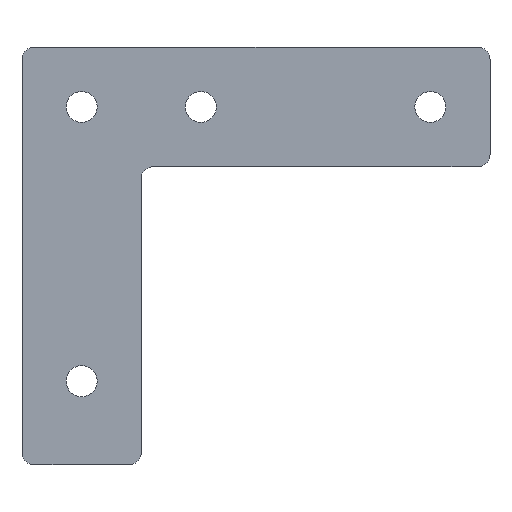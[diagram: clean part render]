
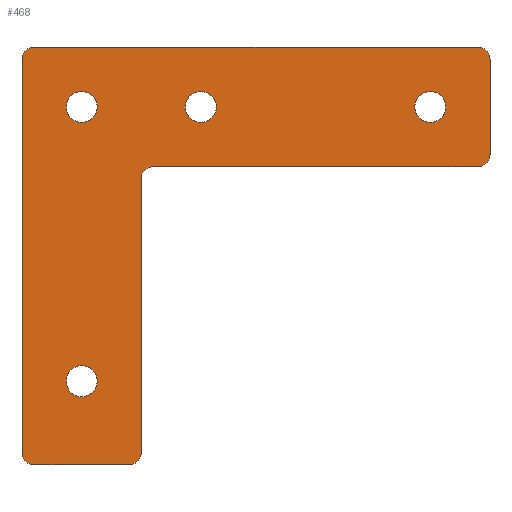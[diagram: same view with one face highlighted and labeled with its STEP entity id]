
A CAD part, front view. The second image highlights one B-rep face of the part: STEP entity #468.
In plain terms, the highlighted planar face has unit normal (0, -1, 0).
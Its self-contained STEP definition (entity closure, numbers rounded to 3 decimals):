
#20=FACE_BOUND('',#72,.T.);
#21=FACE_BOUND('',#73,.T.);
#22=FACE_BOUND('',#74,.T.);
#23=FACE_BOUND('',#75,.T.);
#27=PLANE('',#536);
#44=FACE_OUTER_BOUND('',#71,.T.);
#71=EDGE_LOOP('',(#374,#375,#376,#377,#378,#379,#380,#381,#382,#383,#384,
#385));
#72=EDGE_LOOP('',(#386,#387));
#73=EDGE_LOOP('',(#388,#389));
#74=EDGE_LOOP('',(#390,#391));
#75=EDGE_LOOP('',(#392,#393));
#104=LINE('',#804,#135);
#105=LINE('',#808,#136);
#106=LINE('',#812,#137);
#107=LINE('',#816,#138);
#108=LINE('',#820,#139);
#109=LINE('',#824,#140);
#135=VECTOR('',#653,1000.);
#136=VECTOR('',#656,1000.);
#137=VECTOR('',#659,1000.);
#138=VECTOR('',#662,1000.);
#139=VECTOR('',#665,1000.);
#140=VECTOR('',#668,1000.);
#164=CIRCLE('',#511,2.6);
#165=CIRCLE('',#512,2.6);
#168=CIRCLE('',#516,2.6);
#169=CIRCLE('',#517,2.6);
#172=CIRCLE('',#521,2.6);
#173=CIRCLE('',#522,2.6);
#176=CIRCLE('',#526,2.6);
#177=CIRCLE('',#527,2.6);
#185=CIRCLE('',#537,2.);
#186=CIRCLE('',#538,2.);
#187=CIRCLE('',#539,2.);
#188=CIRCLE('',#540,2.);
#189=CIRCLE('',#541,2.);
#190=CIRCLE('',#542,2.);
#203=VERTEX_POINT('',#740);
#204=VERTEX_POINT('',#742);
#207=VERTEX_POINT('',#750);
#208=VERTEX_POINT('',#752);
#211=VERTEX_POINT('',#760);
#212=VERTEX_POINT('',#762);
#215=VERTEX_POINT('',#770);
#216=VERTEX_POINT('',#772);
#229=VERTEX_POINT('',#802);
#230=VERTEX_POINT('',#803);
#231=VERTEX_POINT('',#805);
#232=VERTEX_POINT('',#807);
#233=VERTEX_POINT('',#809);
#234=VERTEX_POINT('',#811);
#235=VERTEX_POINT('',#813);
#236=VERTEX_POINT('',#815);
#237=VERTEX_POINT('',#817);
#238=VERTEX_POINT('',#819);
#239=VERTEX_POINT('',#821);
#240=VERTEX_POINT('',#823);
#256=EDGE_CURVE('',#204,#203,#164,.T.);
#257=EDGE_CURVE('',#203,#204,#165,.T.);
#261=EDGE_CURVE('',#208,#207,#168,.T.);
#262=EDGE_CURVE('',#207,#208,#169,.T.);
#266=EDGE_CURVE('',#212,#211,#172,.T.);
#267=EDGE_CURVE('',#211,#212,#173,.T.);
#271=EDGE_CURVE('',#216,#215,#176,.T.);
#272=EDGE_CURVE('',#215,#216,#177,.T.);
#286=EDGE_CURVE('',#229,#230,#104,.T.);
#287=EDGE_CURVE('',#229,#231,#185,.T.);
#288=EDGE_CURVE('',#232,#231,#105,.T.);
#289=EDGE_CURVE('',#232,#233,#186,.T.);
#290=EDGE_CURVE('',#234,#233,#106,.T.);
#291=EDGE_CURVE('',#234,#235,#187,.T.);
#292=EDGE_CURVE('',#236,#235,#107,.T.);
#293=EDGE_CURVE('',#236,#237,#188,.T.);
#294=EDGE_CURVE('',#238,#237,#108,.T.);
#295=EDGE_CURVE('',#238,#239,#189,.T.);
#296=EDGE_CURVE('',#240,#239,#109,.T.);
#297=EDGE_CURVE('',#240,#230,#190,.T.);
#374=ORIENTED_EDGE('',*,*,#286,.F.);
#375=ORIENTED_EDGE('',*,*,#287,.T.);
#376=ORIENTED_EDGE('',*,*,#288,.F.);
#377=ORIENTED_EDGE('',*,*,#289,.T.);
#378=ORIENTED_EDGE('',*,*,#290,.F.);
#379=ORIENTED_EDGE('',*,*,#291,.T.);
#380=ORIENTED_EDGE('',*,*,#292,.F.);
#381=ORIENTED_EDGE('',*,*,#293,.T.);
#382=ORIENTED_EDGE('',*,*,#294,.F.);
#383=ORIENTED_EDGE('',*,*,#295,.T.);
#384=ORIENTED_EDGE('',*,*,#296,.F.);
#385=ORIENTED_EDGE('',*,*,#297,.T.);
#386=ORIENTED_EDGE('',*,*,#271,.T.);
#387=ORIENTED_EDGE('',*,*,#272,.T.);
#388=ORIENTED_EDGE('',*,*,#266,.T.);
#389=ORIENTED_EDGE('',*,*,#267,.T.);
#390=ORIENTED_EDGE('',*,*,#261,.T.);
#391=ORIENTED_EDGE('',*,*,#262,.T.);
#392=ORIENTED_EDGE('',*,*,#256,.T.);
#393=ORIENTED_EDGE('',*,*,#257,.T.);
#468=ADVANCED_FACE('',(#44,#20,#21,#22,#23),#27,.F.);
#511=AXIS2_PLACEMENT_3D('',#743,#592,#593);
#512=AXIS2_PLACEMENT_3D('',#744,#594,#595);
#516=AXIS2_PLACEMENT_3D('',#753,#603,#604);
#517=AXIS2_PLACEMENT_3D('',#754,#605,#606);
#521=AXIS2_PLACEMENT_3D('',#763,#614,#615);
#522=AXIS2_PLACEMENT_3D('',#764,#616,#617);
#526=AXIS2_PLACEMENT_3D('',#773,#625,#626);
#527=AXIS2_PLACEMENT_3D('',#774,#627,#628);
#536=AXIS2_PLACEMENT_3D('',#801,#651,#652);
#537=AXIS2_PLACEMENT_3D('',#806,#654,#655);
#538=AXIS2_PLACEMENT_3D('',#810,#657,#658);
#539=AXIS2_PLACEMENT_3D('',#814,#660,#661);
#540=AXIS2_PLACEMENT_3D('',#818,#663,#664);
#541=AXIS2_PLACEMENT_3D('',#822,#666,#667);
#542=AXIS2_PLACEMENT_3D('',#825,#669,#670);
#592=DIRECTION('center_axis',(0.,1.,0.));
#593=DIRECTION('ref_axis',(0.,0.,1.));
#594=DIRECTION('center_axis',(0.,1.,0.));
#595=DIRECTION('ref_axis',(0.,0.,1.));
#603=DIRECTION('center_axis',(0.,1.,0.));
#604=DIRECTION('ref_axis',(0.,0.,1.));
#605=DIRECTION('center_axis',(0.,1.,0.));
#606=DIRECTION('ref_axis',(0.,0.,1.));
#614=DIRECTION('center_axis',(0.,1.,0.));
#615=DIRECTION('ref_axis',(0.,0.,1.));
#616=DIRECTION('center_axis',(0.,1.,0.));
#617=DIRECTION('ref_axis',(0.,0.,1.));
#625=DIRECTION('center_axis',(0.,1.,0.));
#626=DIRECTION('ref_axis',(0.,0.,1.));
#627=DIRECTION('center_axis',(0.,1.,0.));
#628=DIRECTION('ref_axis',(0.,0.,1.));
#651=DIRECTION('center_axis',(0.,1.,0.));
#652=DIRECTION('ref_axis',(0.,0.,1.));
#653=DIRECTION('',(1.,0.,0.));
#654=DIRECTION('center_axis',(0.,-1.,0.));
#655=DIRECTION('ref_axis',(0.,0.,1.));
#656=DIRECTION('',(0.,0.,1.));
#657=DIRECTION('center_axis',(0.,-1.,0.));
#658=DIRECTION('ref_axis',(0.,0.,1.));
#659=DIRECTION('',(-1.,0.,0.));
#660=DIRECTION('center_axis',(0.,-1.,0.));
#661=DIRECTION('ref_axis',(0.,0.,1.));
#662=DIRECTION('',(0.,0.,-1.));
#663=DIRECTION('center_axis',(0.,1.,0.));
#664=DIRECTION('ref_axis',(0.,0.,1.));
#665=DIRECTION('',(-1.,0.,0.));
#666=DIRECTION('center_axis',(0.,-1.,0.));
#667=DIRECTION('ref_axis',(0.,0.,1.));
#668=DIRECTION('',(0.,0.,-1.));
#669=DIRECTION('center_axis',(0.,-1.,0.));
#670=DIRECTION('ref_axis',(0.,0.,1.));
#740=CARTESIAN_POINT('',(30.,0.,-7.4));
#742=CARTESIAN_POINT('',(30.,0.,-12.6));
#743=CARTESIAN_POINT('Origin',(30.,0.,-10.));
#744=CARTESIAN_POINT('Origin',(30.,0.,-10.));
#750=CARTESIAN_POINT('',(10.,0.,-7.4));
#752=CARTESIAN_POINT('',(10.,0.,-12.6));
#753=CARTESIAN_POINT('Origin',(10.,0.,-10.));
#754=CARTESIAN_POINT('Origin',(10.,0.,-10.));
#760=CARTESIAN_POINT('',(68.5,0.,-7.4));
#762=CARTESIAN_POINT('',(68.5,0.,-12.6));
#763=CARTESIAN_POINT('Origin',(68.5,0.,-10.));
#764=CARTESIAN_POINT('Origin',(68.5,0.,-10.));
#770=CARTESIAN_POINT('',(10.,0.,-53.4));
#772=CARTESIAN_POINT('',(10.,0.,-58.6));
#773=CARTESIAN_POINT('Origin',(10.,0.,-56.));
#774=CARTESIAN_POINT('Origin',(10.,0.,-56.));
#801=CARTESIAN_POINT('Origin',(0.,0.,0.));
#802=CARTESIAN_POINT('',(2.,0.,0.));
#803=CARTESIAN_POINT('',(76.5,0.,0.));
#804=CARTESIAN_POINT('',(0.,0.,0.));
#805=CARTESIAN_POINT('',(0.,0.,-2.));
#806=CARTESIAN_POINT('Origin',(2.,0.,-2.));
#807=CARTESIAN_POINT('',(0.,0.,-68.));
#808=CARTESIAN_POINT('',(0.,0.,-70.));
#809=CARTESIAN_POINT('',(2.,0.,-70.));
#810=CARTESIAN_POINT('Origin',(2.,0.,-68.));
#811=CARTESIAN_POINT('',(18.,0.,-70.));
#812=CARTESIAN_POINT('',(20.,0.,-70.));
#813=CARTESIAN_POINT('',(20.,0.,-68.));
#814=CARTESIAN_POINT('Origin',(18.,0.,-68.));
#815=CARTESIAN_POINT('',(20.,0.,-22.));
#816=CARTESIAN_POINT('',(20.,0.,-20.));
#817=CARTESIAN_POINT('',(22.,0.,-20.));
#818=CARTESIAN_POINT('Origin',(22.,0.,-22.));
#819=CARTESIAN_POINT('',(76.5,0.,-20.));
#820=CARTESIAN_POINT('',(78.5,0.,-20.));
#821=CARTESIAN_POINT('',(78.5,0.,-18.));
#822=CARTESIAN_POINT('Origin',(76.5,0.,-18.));
#823=CARTESIAN_POINT('',(78.5,0.,-2.));
#824=CARTESIAN_POINT('',(78.5,0.,0.));
#825=CARTESIAN_POINT('Origin',(76.5,0.,-2.));
